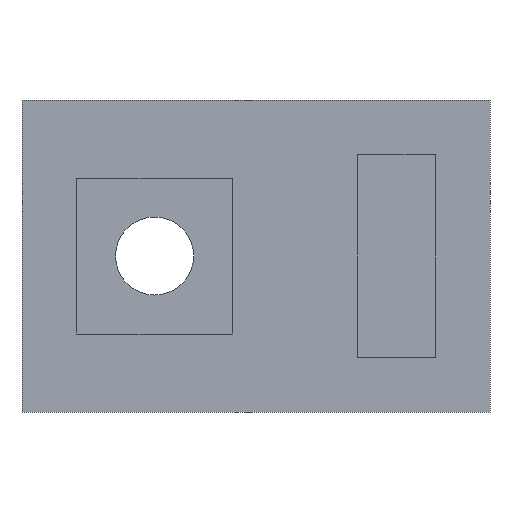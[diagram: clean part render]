
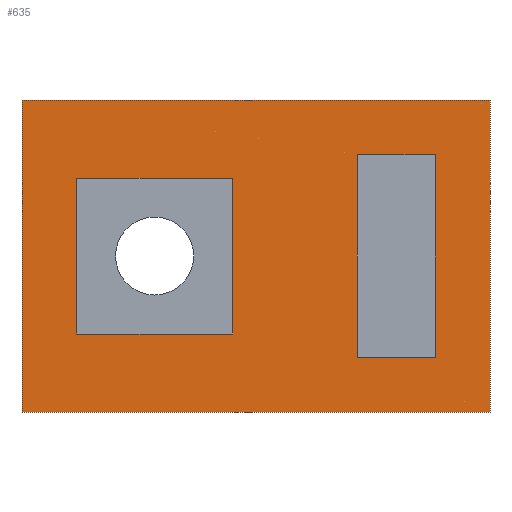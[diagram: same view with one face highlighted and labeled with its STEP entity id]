
A CAD part, front view. The second image highlights one B-rep face of the part: STEP entity #635.
In plain terms, the highlighted planar face has unit normal (0, -1, 0).
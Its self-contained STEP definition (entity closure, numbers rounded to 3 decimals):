
#8 = CARTESIAN_POINT ( 'NONE',  ( -0.15, 0., 0.5 ) ) ;
#23 = VECTOR ( 'NONE', #870, 1000. ) ;
#41 = ORIENTED_EDGE ( 'NONE', *, *, #247, .F. ) ;
#73 = VERTEX_POINT ( 'NONE', #1309 ) ;
#120 = EDGE_CURVE ( 'NONE', #73, #747, #1420, .T. ) ;
#161 = ORIENTED_EDGE ( 'NONE', *, *, #1636, .F. ) ;
#217 = VERTEX_POINT ( 'NONE', #8 ) ;
#247 = EDGE_CURVE ( 'NONE', #1536, #217, #1087, .T. ) ;
#254 = CARTESIAN_POINT ( 'NONE',  ( -0.15, 0., -0.5 ) ) ;
#259 = CARTESIAN_POINT ( 'NONE',  ( 0.65, 0., -0.65 ) ) ;
#285 = CARTESIAN_POINT ( 'NONE',  ( 1.5, 0., -1. ) ) ;
#304 = DIRECTION ( 'NONE',  ( 1., 0., 0. ) ) ;
#323 = CARTESIAN_POINT ( 'NONE',  ( 1.15, 0., -0.65 ) ) ;
#331 = CARTESIAN_POINT ( 'NONE',  ( -1.5, 0., -1. ) ) ;
#345 = VECTOR ( 'NONE', #1171, 1000. ) ;
#376 = EDGE_LOOP ( 'NONE', ( #693, #1655, #1404, #1329 ) ) ;
#417 = LINE ( 'NONE', #1561, #1936 ) ;
#480 = LINE ( 'NONE', #1503, #23 ) ;
#527 = DIRECTION ( 'NONE',  ( 0., 0., -1. ) ) ;
#541 = CARTESIAN_POINT ( 'NONE',  ( -1.5, 0., 1. ) ) ;
#559 = CARTESIAN_POINT ( 'NONE',  ( 1.15, 0., 0.65 ) ) ;
#573 = EDGE_CURVE ( 'NONE', #695, #1813, #1579, .T. ) ;
#616 = EDGE_LOOP ( 'NONE', ( #672, #1893, #1165, #1444 ) ) ;
#635 = ADVANCED_FACE ( 'NONE', ( #1983, #831, #985 ), #1279, .T. ) ;
#640 = DIRECTION ( 'NONE',  ( 0., 0., 1. ) ) ;
#665 = CARTESIAN_POINT ( 'NONE',  ( -1.15, 0., -0.5 ) ) ;
#672 = ORIENTED_EDGE ( 'NONE', *, *, #573, .F. ) ;
#693 = ORIENTED_EDGE ( 'NONE', *, *, #1283, .T. ) ;
#695 = VERTEX_POINT ( 'NONE', #2167 ) ;
#719 = LINE ( 'NONE', #815, #2030 ) ;
#747 = VERTEX_POINT ( 'NONE', #331 ) ;
#815 = CARTESIAN_POINT ( 'NONE',  ( 1.15, 0., -0.65 ) ) ;
#831 = FACE_BOUND ( 'NONE', #616, .T. ) ;
#852 = EDGE_CURVE ( 'NONE', #928, #695, #480, .T. ) ;
#866 = VECTOR ( 'NONE', #1732, 1000. ) ;
#870 = DIRECTION ( 'NONE',  ( -1., 0., 0. ) ) ;
#894 = VECTOR ( 'NONE', #1987, 1000. ) ;
#909 = AXIS2_PLACEMENT_3D ( 'NONE', #1261, #1427, #1433 ) ;
#911 = EDGE_CURVE ( 'NONE', #998, #2058, #1808, .T. ) ;
#915 = LINE ( 'NONE', #1634, #1965 ) ;
#928 = VERTEX_POINT ( 'NONE', #559 ) ;
#942 = CARTESIAN_POINT ( 'NONE',  ( 1.5, 0., -1. ) ) ;
#985 = FACE_OUTER_BOUND ( 'NONE', #376, .T. ) ;
#998 = VERTEX_POINT ( 'NONE', #1287 ) ;
#1074 = LINE ( 'NONE', #1552, #2105 ) ;
#1087 = LINE ( 'NONE', #1907, #866 ) ;
#1133 = VECTOR ( 'NONE', #527, 1000. ) ;
#1147 = VERTEX_POINT ( 'NONE', #942 ) ;
#1148 = CARTESIAN_POINT ( 'NONE',  ( -1.15, 0., -0.5 ) ) ;
#1165 = ORIENTED_EDGE ( 'NONE', *, *, #1210, .F. ) ;
#1171 = DIRECTION ( 'NONE',  ( 1., 0., 0. ) ) ;
#1210 = EDGE_CURVE ( 'NONE', #1345, #928, #719, .T. ) ;
#1232 = DIRECTION ( 'NONE',  ( 1., 0., 0. ) ) ;
#1261 = CARTESIAN_POINT ( 'NONE',  ( 0., 0., 0. ) ) ;
#1276 = VECTOR ( 'NONE', #1892, 1000. ) ;
#1279 = PLANE ( 'NONE',  #909 ) ;
#1283 = EDGE_CURVE ( 'NONE', #747, #1147, #2057, .T. ) ;
#1287 = CARTESIAN_POINT ( 'NONE',  ( -1.15, 0., 0.5 ) ) ;
#1309 = CARTESIAN_POINT ( 'NONE',  ( -1.5, 0., 1. ) ) ;
#1329 = ORIENTED_EDGE ( 'NONE', *, *, #120, .T. ) ;
#1345 = VERTEX_POINT ( 'NONE', #323 ) ;
#1357 = LINE ( 'NONE', #285, #894 ) ;
#1365 = EDGE_CURVE ( 'NONE', #2058, #1536, #1465, .T. ) ;
#1404 = ORIENTED_EDGE ( 'NONE', *, *, #1742, .T. ) ;
#1420 = LINE ( 'NONE', #541, #1133 ) ;
#1427 = DIRECTION ( 'NONE',  ( 0., -1., 0. ) ) ;
#1433 = DIRECTION ( 'NONE',  ( 0., 0., -1. ) ) ;
#1444 = ORIENTED_EDGE ( 'NONE', *, *, #1466, .F. ) ;
#1453 = CARTESIAN_POINT ( 'NONE',  ( 0.65, 0., -0.65 ) ) ;
#1465 = LINE ( 'NONE', #1148, #345 ) ;
#1466 = EDGE_CURVE ( 'NONE', #1813, #1345, #1074, .T. ) ;
#1503 = CARTESIAN_POINT ( 'NONE',  ( 1.15, 0., 0.65 ) ) ;
#1536 = VERTEX_POINT ( 'NONE', #254 ) ;
#1552 = CARTESIAN_POINT ( 'NONE',  ( 1.15, 0., -0.65 ) ) ;
#1561 = CARTESIAN_POINT ( 'NONE',  ( 1.5, 0., 1. ) ) ;
#1579 = LINE ( 'NONE', #259, #2014 ) ;
#1599 = VECTOR ( 'NONE', #304, 1000. ) ;
#1626 = EDGE_CURVE ( 'NONE', #1147, #1914, #1357, .T. ) ;
#1634 = CARTESIAN_POINT ( 'NONE',  ( -1.15, 0., 0.5 ) ) ;
#1636 = EDGE_CURVE ( 'NONE', #217, #998, #915, .T. ) ;
#1650 = EDGE_LOOP ( 'NONE', ( #41, #1752, #1899, #161 ) ) ;
#1655 = ORIENTED_EDGE ( 'NONE', *, *, #1626, .T. ) ;
#1732 = DIRECTION ( 'NONE',  ( 0., 0., 1. ) ) ;
#1742 = EDGE_CURVE ( 'NONE', #1914, #73, #417, .T. ) ;
#1752 = ORIENTED_EDGE ( 'NONE', *, *, #1365, .F. ) ;
#1777 = DIRECTION ( 'NONE',  ( 0., 0., -1. ) ) ;
#1782 = CARTESIAN_POINT ( 'NONE',  ( 1.5, 0., 1. ) ) ;
#1808 = LINE ( 'NONE', #2064, #1276 ) ;
#1813 = VERTEX_POINT ( 'NONE', #1453 ) ;
#1892 = DIRECTION ( 'NONE',  ( 0., 0., -1. ) ) ;
#1893 = ORIENTED_EDGE ( 'NONE', *, *, #852, .F. ) ;
#1899 = ORIENTED_EDGE ( 'NONE', *, *, #911, .F. ) ;
#1907 = CARTESIAN_POINT ( 'NONE',  ( -0.15, 0., -0.5 ) ) ;
#1914 = VERTEX_POINT ( 'NONE', #1782 ) ;
#1929 = DIRECTION ( 'NONE',  ( -1., 0., 0. ) ) ;
#1936 = VECTOR ( 'NONE', #1929, 1000. ) ;
#1965 = VECTOR ( 'NONE', #2157, 1000. ) ;
#1983 = FACE_BOUND ( 'NONE', #1650, .T. ) ;
#1987 = DIRECTION ( 'NONE',  ( 0., 0., 1. ) ) ;
#1991 = CARTESIAN_POINT ( 'NONE',  ( -1.5, 0., -1. ) ) ;
#2014 = VECTOR ( 'NONE', #1777, 1000. ) ;
#2030 = VECTOR ( 'NONE', #640, 1000. ) ;
#2057 = LINE ( 'NONE', #1991, #1599 ) ;
#2058 = VERTEX_POINT ( 'NONE', #665 ) ;
#2064 = CARTESIAN_POINT ( 'NONE',  ( -1.15, 0., -0.5 ) ) ;
#2105 = VECTOR ( 'NONE', #1232, 1000. ) ;
#2157 = DIRECTION ( 'NONE',  ( -1., 0., 0. ) ) ;
#2167 = CARTESIAN_POINT ( 'NONE',  ( 0.65, 0., 0.65 ) ) ;
